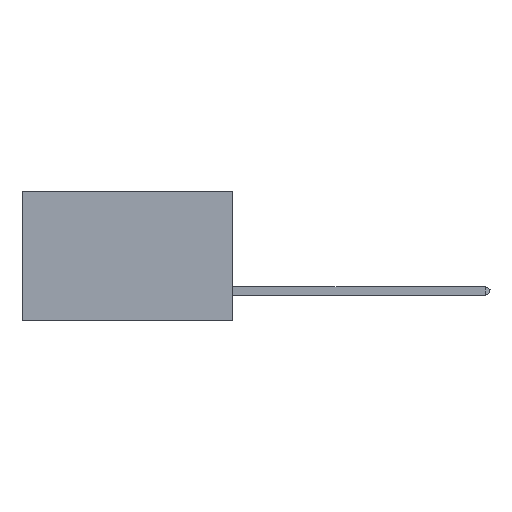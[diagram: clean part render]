
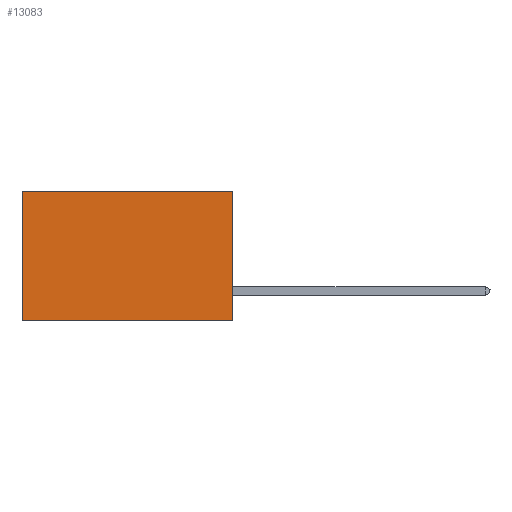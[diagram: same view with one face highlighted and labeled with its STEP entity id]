
A CAD part, left-side view. The second image highlights one B-rep face of the part: STEP entity #13083.
In plain terms, the highlighted planar face has unit normal (-1, 0, 0).
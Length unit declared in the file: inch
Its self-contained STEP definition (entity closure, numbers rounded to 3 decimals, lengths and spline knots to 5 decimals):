
#821 = ORIENTED_EDGE ( 'NONE', *, *, #16009, .F. ) ;
#854 = LINE ( 'NONE', #12145, #26912 ) ;
#2854 = DIRECTION ( 'NONE',  ( 0., 0., -1. ) ) ;
#2893 = VECTOR ( 'NONE', #14350, 39.37008 ) ;
#2996 = LINE ( 'NONE', #6268, #28304 ) ;
#4549 = EDGE_CURVE ( 'NONE', #23829, #23082, #2996, .T. ) ;
#4884 = CARTESIAN_POINT ( 'NONE',  ( 0.2875, 0.6, -0.37 ) ) ;
#5645 = DIRECTION ( 'NONE',  ( 0., 1., 0. ) ) ;
#6268 = CARTESIAN_POINT ( 'NONE',  ( 0.2875, 0., 0. ) ) ;
#10709 = CARTESIAN_POINT ( 'NONE',  ( 0.2875, 0., 0. ) ) ;
#12145 = CARTESIAN_POINT ( 'NONE',  ( 0.2875, 0., 0. ) ) ;
#12908 = CARTESIAN_POINT ( 'NONE',  ( 0.2875, 0., -0.37 ) ) ;
#13083 = ADVANCED_FACE ( 'NONE', ( #28794 ), #18817, .F. ) ;
#14350 = DIRECTION ( 'NONE',  ( 0., 0., -1. ) ) ;
#16009 = EDGE_CURVE ( 'NONE', #25828, #27008, #21782, .T. ) ;
#16995 = EDGE_CURVE ( 'NONE', #23082, #27008, #17184, .T. ) ;
#17150 = VECTOR ( 'NONE', #5645, 39.37008 ) ;
#17184 = LINE ( 'NONE', #19399, #2893 ) ;
#18817 = PLANE ( 'NONE',  #24348 ) ;
#19399 = CARTESIAN_POINT ( 'NONE',  ( 0.2875, 0.6, 0. ) ) ;
#20201 = CARTESIAN_POINT ( 'NONE',  ( 0.2875, 0.6, 0. ) ) ;
#21782 = LINE ( 'NONE', #24722, #17150 ) ;
#21836 = ORIENTED_EDGE ( 'NONE', *, *, #16995, .T. ) ;
#22024 = DIRECTION ( 'NONE',  ( 1., 0., 0. ) ) ;
#22426 = EDGE_CURVE ( 'NONE', #23829, #25828, #854, .T. ) ;
#23082 = VERTEX_POINT ( 'NONE', #20201 ) ;
#23829 = VERTEX_POINT ( 'NONE', #26039 ) ;
#24348 = AXIS2_PLACEMENT_3D ( 'NONE', #10709, #22024, #2854 ) ;
#24722 = CARTESIAN_POINT ( 'NONE',  ( 0.2875, 0., -0.37 ) ) ;
#25382 = DIRECTION ( 'NONE',  ( 0., 0., -1. ) ) ;
#25689 = ORIENTED_EDGE ( 'NONE', *, *, #22426, .F. ) ;
#25828 = VERTEX_POINT ( 'NONE', #12908 ) ;
#26039 = CARTESIAN_POINT ( 'NONE',  ( 0.2875, 0., 0. ) ) ;
#26448 = ORIENTED_EDGE ( 'NONE', *, *, #4549, .T. ) ;
#26503 = EDGE_LOOP ( 'NONE', ( #21836, #821, #25689, #26448 ) ) ;
#26912 = VECTOR ( 'NONE', #25382, 39.37008 ) ;
#27008 = VERTEX_POINT ( 'NONE', #4884 ) ;
#28304 = VECTOR ( 'NONE', #33604, 39.37008 ) ;
#28794 = FACE_OUTER_BOUND ( 'NONE', #26503, .T. ) ;
#33604 = DIRECTION ( 'NONE',  ( 0., 1., 0. ) ) ;
